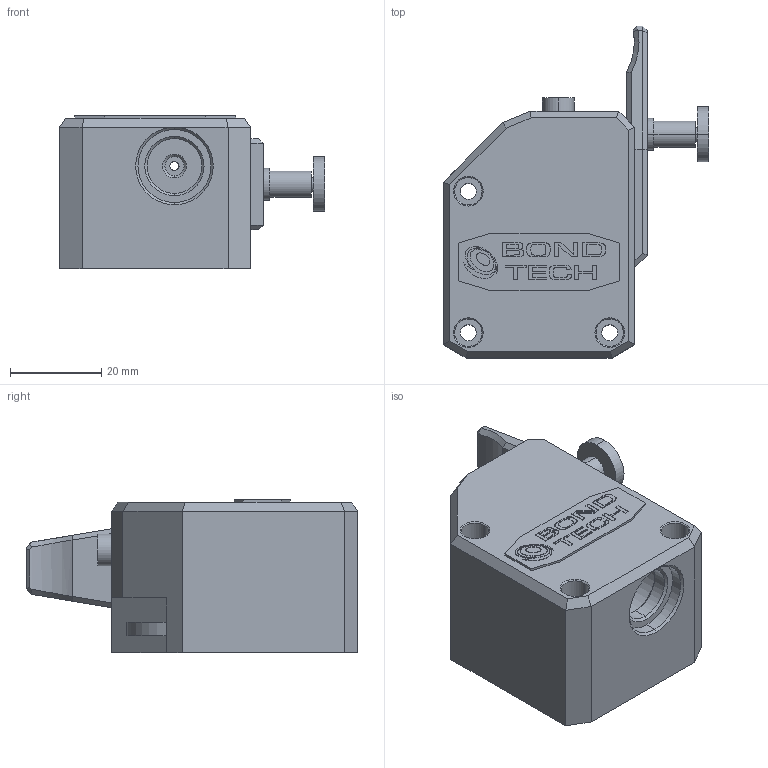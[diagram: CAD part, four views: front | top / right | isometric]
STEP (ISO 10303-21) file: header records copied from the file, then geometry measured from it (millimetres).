
FILE_DESCRIPTION (( 'STEP AP214' ), '1' );
FILE_NAME ('BMG_Extruder.STEP', '2018-03-15T16:25:00', ( '' ), ( '' ), 'SwSTEP 2.0', 'SolidWorks 2017', '' );
FILE_SCHEMA (( 'AUTOMOTIVE_DESIGN' ));
Length unit declared in the file: millimetre
Products named in the file (1): BMG_Extruder
Bounding box: 58.2 x 72.75 x 33.6 mm (x, y, z)
Volume: 65098.2 mm3; surface area: 14968.8 mm2
Topology: 1 solids, 1 shells, 318 faces, 811 edges, 529 vertices
Faces by surface type: plane 158, bspline 102, cylinder 44, cone 14
Entity records: 10322 total; most frequent: CARTESIAN_POINT 3216, ORIENTED_EDGE 1622, DIRECTION 1129, EDGE_CURVE 811, VERTEX_POINT 529, VECTOR 495, LINE 495, EDGE_LOOP 360
